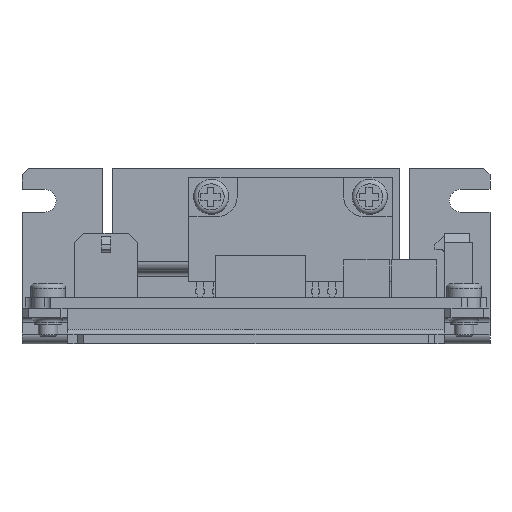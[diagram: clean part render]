
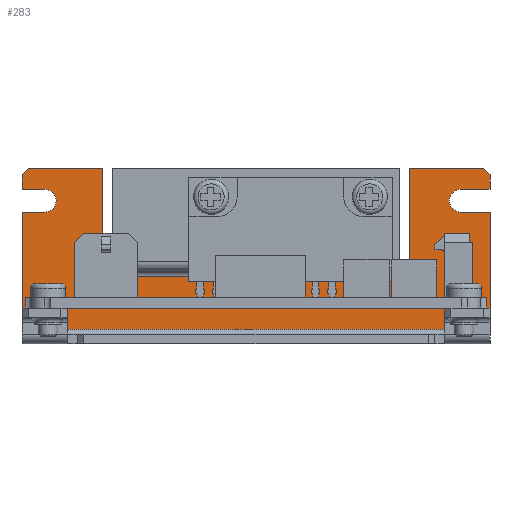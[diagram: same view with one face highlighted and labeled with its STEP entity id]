
A CAD part, front view. The second image highlights one B-rep face of the part: STEP entity #283.
In plain terms, the highlighted planar face has unit normal (0, -1, 0).
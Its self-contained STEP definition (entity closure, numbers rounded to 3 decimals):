
#283 = ADVANCED_FACE( '', ( #953 ), #954, .F. );
#953 = FACE_OUTER_BOUND( '', #1832, .T. );
#954 = PLANE( '', #1833 );
#1832 = EDGE_LOOP( '', ( #4033, #4034, #4035, #4036, #4037, #4038, #4039, #4040, #4041, #4042, #4043, #4044, #4045, #4046, #4047, #4048, #4049, #4050, #4051, #4052 ) );
#1833 = AXIS2_PLACEMENT_3D( '', #4053, #4054, #4055 );
#4033 = ORIENTED_EDGE( '', *, *, #6159, .T. );
#4034 = ORIENTED_EDGE( '', *, *, #6155, .T. );
#4035 = ORIENTED_EDGE( '', *, *, #6151, .T. );
#4036 = ORIENTED_EDGE( '', *, *, #6327, .F. );
#4037 = ORIENTED_EDGE( '', *, *, #6147, .T. );
#4038 = ORIENTED_EDGE( '', *, *, #6328, .T. );
#4039 = ORIENTED_EDGE( '', *, *, #6285, .T. );
#4040 = ORIENTED_EDGE( '', *, *, #6293, .T. );
#4041 = ORIENTED_EDGE( '', *, *, #6279, .T. );
#4042 = ORIENTED_EDGE( '', *, *, #6329, .T. );
#4043 = ORIENTED_EDGE( '', *, *, #6289, .T. );
#4044 = ORIENTED_EDGE( '', *, *, #6330, .T. );
#4045 = ORIENTED_EDGE( '', *, *, #6143, .T. );
#4046 = ORIENTED_EDGE( '', *, *, #6302, .T. );
#4047 = ORIENTED_EDGE( '', *, *, #6140, .T. );
#4048 = ORIENTED_EDGE( '', *, *, #6137, .T. );
#4049 = ORIENTED_EDGE( '', *, *, #6134, .T. );
#4050 = ORIENTED_EDGE( '', *, *, #6331, .T. );
#4051 = ORIENTED_EDGE( '', *, *, #6326, .F. );
#4052 = ORIENTED_EDGE( '', *, *, #6298, .F. );
#4053 = CARTESIAN_POINT( '', ( 72., 53.5, 27. ) );
#4054 = DIRECTION( '', ( 0., 1., 0. ) );
#4055 = DIRECTION( '', ( 0., 0., 1. ) );
#6134 = EDGE_CURVE( '', #7596, #7594, #7597, .T. );
#6137 = EDGE_CURVE( '', #7601, #7596, #7602, .T. );
#6140 = EDGE_CURVE( '', #7606, #7601, #7607, .T. );
#6143 = EDGE_CURVE( '', #7611, #7612, #7613, .T. );
#6147 = EDGE_CURVE( '', #7619, #7620, #7621, .T. );
#6151 = EDGE_CURVE( '', #7627, #7628, #7629, .T. );
#6155 = EDGE_CURVE( '', #7635, #7627, #7636, .T. );
#6159 = EDGE_CURVE( '', #7642, #7635, #7643, .T. );
#6279 = EDGE_CURVE( '', #7819, #7845, #7863, .T. );
#6285 = EDGE_CURVE( '', #7869, #7870, #7871, .T. );
#6289 = EDGE_CURVE( '', #7877, #7878, #7879, .T. );
#6293 = EDGE_CURVE( '', #7870, #7819, #7885, .T. );
#6298 = EDGE_CURVE( '', #7642, #7892, #7893, .T. );
#6302 = EDGE_CURVE( '', #7612, #7606, #7898, .T. );
#6326 = EDGE_CURVE( '', #7892, #7936, #7938, .T. );
#6327 = EDGE_CURVE( '', #7619, #7628, #7939, .T. );
#6328 = EDGE_CURVE( '', #7620, #7869, #7940, .T. );
#6329 = EDGE_CURVE( '', #7845, #7877, #7941, .T. );
#6330 = EDGE_CURVE( '', #7878, #7611, #7942, .T. );
#6331 = EDGE_CURVE( '', #7594, #7936, #7943, .T. );
#7594 = VERTEX_POINT( '', #9878 );
#7596 = VERTEX_POINT( '', #9881 );
#7597 = LINE( '', #9882, #9883 );
#7601 = VERTEX_POINT( '', #9889 );
#7602 = CIRCLE( '', #9890, 1.75 );
#7606 = VERTEX_POINT( '', #9895 );
#7607 = LINE( '', #9896, #9897 );
#7611 = VERTEX_POINT( '', #9903 );
#7612 = VERTEX_POINT( '', #9904 );
#7613 = LINE( '', #9905, #9906 );
#7619 = VERTEX_POINT( '', #9915 );
#7620 = VERTEX_POINT( '', #9916 );
#7621 = LINE( '', #9917, #9918 );
#7627 = VERTEX_POINT( '', #9927 );
#7628 = VERTEX_POINT( '', #9928 );
#7629 = LINE( '', #9929, #9930 );
#7635 = VERTEX_POINT( '', #9939 );
#7636 = CIRCLE( '', #9940, 1.75 );
#7642 = VERTEX_POINT( '', #9948 );
#7643 = LINE( '', #9949, #9950 );
#7819 = VERTEX_POINT( '', #10213 );
#7845 = VERTEX_POINT( '', #10247 );
#7863 = LINE( '', #10273, #10274 );
#7869 = VERTEX_POINT( '', #10285 );
#7870 = VERTEX_POINT( '', #10286 );
#7871 = LINE( '', #10287, #10288 );
#7877 = VERTEX_POINT( '', #10297 );
#7878 = VERTEX_POINT( '', #10298 );
#7879 = LINE( '', #10299, #10300 );
#7885 = LINE( '', #10309, #10310 );
#7892 = VERTEX_POINT( '', #10320 );
#7893 = LINE( '', #10321, #10322 );
#7898 = LINE( '', #10329, #10330 );
#7936 = VERTEX_POINT( '', #10389 );
#7938 = LINE( '', #10391, #10392 );
#7939 = LINE( '', #10393, #10394 );
#7940 = LINE( '', #10395, #10396 );
#7941 = LINE( '', #10397, #10398 );
#7942 = LINE( '', #10399, #10400 );
#7943 = LINE( '', #10401, #10402 );
#9878 = CARTESIAN_POINT( '', ( 0., 53.5, 20.25 ) );
#9881 = CARTESIAN_POINT( '', ( 3.5, 53.5, 20.25 ) );
#9882 = CARTESIAN_POINT( '', ( 3.5, 53.5, 20.25 ) );
#9883 = VECTOR( '', #12018, 1000. );
#9889 = CARTESIAN_POINT( '', ( 3.5, 53.5, 23.75 ) );
#9890 = AXIS2_PLACEMENT_3D( '', #12021, #12022, #12023 );
#9895 = CARTESIAN_POINT( '', ( 0., 53.5, 23.75 ) );
#9896 = CARTESIAN_POINT( '', ( 0., 53.5, 23.75 ) );
#9897 = VECTOR( '', #12028, 1000. );
#9903 = CARTESIAN_POINT( '', ( 1., 53.5, 27. ) );
#9904 = CARTESIAN_POINT( '', ( 0., 53.5, 26. ) );
#9905 = CARTESIAN_POINT( '', ( 1., 53.5, 27. ) );
#9906 = VECTOR( '', #12031, 1000. );
#9915 = CARTESIAN_POINT( '', ( 72., 53.5, 26. ) );
#9916 = CARTESIAN_POINT( '', ( 71., 53.5, 27. ) );
#9917 = CARTESIAN_POINT( '', ( 72., 53.5, 26. ) );
#9918 = VECTOR( '', #12035, 1000. );
#9927 = CARTESIAN_POINT( '', ( 67.5, 53.5, 23.75 ) );
#9928 = CARTESIAN_POINT( '', ( 72., 53.5, 23.75 ) );
#9929 = CARTESIAN_POINT( '', ( 67.5, 53.5, 23.75 ) );
#9930 = VECTOR( '', #12039, 1000. );
#9939 = CARTESIAN_POINT( '', ( 67.5, 53.5, 20.25 ) );
#9940 = AXIS2_PLACEMENT_3D( '', #12043, #12044, #12045 );
#9948 = CARTESIAN_POINT( '', ( 72., 53.5, 20.25 ) );
#9949 = CARTESIAN_POINT( '', ( 79.25, 53.5, 20.25 ) );
#9950 = VECTOR( '', #12051, 1000. );
#10213 = CARTESIAN_POINT( '', ( 58.1, 53.5, 10.35 ) );
#10247 = CARTESIAN_POINT( '', ( 13.9, 53.5, 10.35 ) );
#10273 = CARTESIAN_POINT( '', ( 58.1, 53.5, 10.35 ) );
#10274 = VECTOR( '', #12203, 1000. );
#10285 = CARTESIAN_POINT( '', ( 59.6, 53.5, 27. ) );
#10286 = CARTESIAN_POINT( '', ( 59.6, 53.5, 10.35 ) );
#10287 = CARTESIAN_POINT( '', ( 59.6, 53.5, 27. ) );
#10288 = VECTOR( '', #12209, 1000. );
#10297 = CARTESIAN_POINT( '', ( 12.4, 53.5, 10.35 ) );
#10298 = CARTESIAN_POINT( '', ( 12.4, 53.5, 27. ) );
#10299 = CARTESIAN_POINT( '', ( 12.4, 53.5, 10.35 ) );
#10300 = VECTOR( '', #12213, 1000. );
#10309 = CARTESIAN_POINT( '', ( 59.6, 53.5, 10.35 ) );
#10310 = VECTOR( '', #12217, 1000. );
#10320 = CARTESIAN_POINT( '', ( 72., 53.5, 2.25 ) );
#10321 = CARTESIAN_POINT( '', ( 72., 53.5, 27. ) );
#10322 = VECTOR( '', #12224, 1000. );
#10329 = CARTESIAN_POINT( '', ( 0., 53.5, 27. ) );
#10330 = VECTOR( '', #12230, 1000. );
#10389 = CARTESIAN_POINT( '', ( 0., 53.5, 2.25 ) );
#10391 = CARTESIAN_POINT( '', ( 72., 53.5, 2.25 ) );
#10392 = VECTOR( '', #12258, 1000. );
#10393 = CARTESIAN_POINT( '', ( 72., 53.5, 27. ) );
#10394 = VECTOR( '', #12259, 1000. );
#10395 = CARTESIAN_POINT( '', ( 72., 53.5, 27. ) );
#10396 = VECTOR( '', #12260, 1000. );
#10397 = CARTESIAN_POINT( '', ( 59.6, 53.5, 10.35 ) );
#10398 = VECTOR( '', #12261, 1000. );
#10399 = CARTESIAN_POINT( '', ( 72., 53.5, 27. ) );
#10400 = VECTOR( '', #12262, 1000. );
#10401 = CARTESIAN_POINT( '', ( 0., 53.5, 27. ) );
#10402 = VECTOR( '', #12263, 1000. );
#12018 = DIRECTION( '', ( -1., 0., 0. ) );
#12021 = CARTESIAN_POINT( '', ( 3.5, 53.5, 22. ) );
#12022 = DIRECTION( '', ( 0., 1., 0. ) );
#12023 = DIRECTION( '', ( 1., 0., 0. ) );
#12028 = DIRECTION( '', ( 1., 0., 0. ) );
#12031 = DIRECTION( '', ( -0.707, 0., -0.707 ) );
#12035 = DIRECTION( '', ( -0.707, 0., 0.707 ) );
#12039 = DIRECTION( '', ( 1., 0., 0. ) );
#12043 = CARTESIAN_POINT( '', ( 67.5, 53.5, 22. ) );
#12044 = DIRECTION( '', ( 0., 1., 0. ) );
#12045 = DIRECTION( '', ( 1., 0., 0. ) );
#12051 = DIRECTION( '', ( -1., 0., 0. ) );
#12203 = DIRECTION( '', ( -1., 0., 0. ) );
#12209 = DIRECTION( '', ( 0., 0., -1. ) );
#12213 = DIRECTION( '', ( 0., 0., 1. ) );
#12217 = DIRECTION( '', ( -1., 0., 0. ) );
#12224 = DIRECTION( '', ( 0., 0., -1. ) );
#12230 = DIRECTION( '', ( 0., 0., -1. ) );
#12258 = DIRECTION( '', ( -1., 0., 0. ) );
#12259 = DIRECTION( '', ( 0., 0., -1. ) );
#12260 = DIRECTION( '', ( -1., 0., 0. ) );
#12261 = DIRECTION( '', ( -1., 0., 0. ) );
#12262 = DIRECTION( '', ( -1., 0., 0. ) );
#12263 = DIRECTION( '', ( 0., 0., -1. ) );
